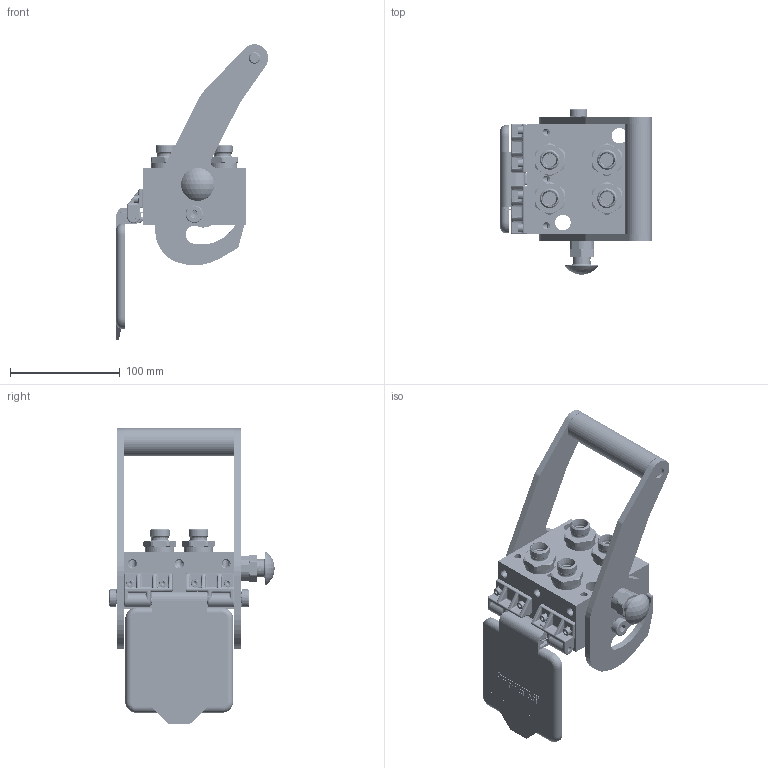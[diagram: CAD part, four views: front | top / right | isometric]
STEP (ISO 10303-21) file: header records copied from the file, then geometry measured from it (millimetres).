
FILE_DESCRIPTION (( 'STEP AP214' ), '1' );
FILE_NAME ('FASTER.step', '2024-01-22T15:31:29', ( '' ), ( '' ), 'SwSTEP 2.0', 'SolidWorks 2017', '' );
FILE_SCHEMA (( 'AUTOMOTIVE_DESIGN' ));
Length unit declared in the file: millimetre
Products named in the file (32): 4830_022_0000_011; 4830_025_2000_000; 4830_001_0005_300; 4831_001_0004_000; sicura_p5; FASTER; 4860_024_0004_001_ASM; 2ffnb38-2_18_f; 4860_024_0004_012; P406A_F_BASE; 4830_001_0005_301; 4831_001_0003_000; 4830_025_1000_000; et012; 4830_013_3000_020; CURS_MOLLA_38; 4860_020_0004_001; 4132_014_0000_000; 0048_042_0412_000; 4820_001_0004_000; 4830_025_0000_001; 4830_070_0000_001; 0048_317_1000_000; 4860_024_0004_021; vit_br_m4x10; or1_5x7_m; 4860_024_0004_001; A_2ffnb38-2_18_f; 4810_001_0001_019; 4830_027_0000_002; 4132_072_0000_300
Assembly tree (39 placements, depth 4):
  FASTER
    P406A_F_BASE
      4860_020_0004_001
      4831_001_0003_000
      4831_001_0004_000
      4820_001_0004_000
      4810_001_0001_019
      vit_br_m4x10  x4
      4830_013_3000_020  x2
      0048_317_1000_000  x2
      4830_001_0005_300
      4830_001_0005_301
    A_2ffnb38-2_18_f  x4
      CURS_MOLLA_38
        4132_072_0000_300
        4132_014_0000_000
      2ffnb38-2_18_f
        2ffnb38-2_18_f
    4860_024_0004_001
      4860_024_0004_001_ASM
        4860_024_0004_021
        4830_027_0000_002
        4860_024_0004_012
      sicura_p5
        4830_025_0000_001
        or1_5x7_m
        0048_042_0412_000
      4830_025_1000_000
      4830_022_0000_011
      4830_070_0000_001
      4830_025_2000_000
    et012
Bounding box: 138.65 x 150.38 x 268.7 mm (x, y, z)
Volume: 194555.4 mm3; surface area: 234215.9 mm2
Topology: 26 solids, 94 shells, 3876 faces, 9639 edges, 5972 vertices
Faces by surface type: plane 1916, cylinder 910, cone 406, bspline 296, torus 283, sphere 65
Entity records: 135148 total; most frequent: CARTESIAN_POINT 57561, ORIENTED_EDGE 16038, DIRECTION 14584, EDGE_CURVE 8077, LINE 5372, VECTOR 5372, VERTEX_POINT 5086, AXIS2_PLACEMENT_3D 4606
